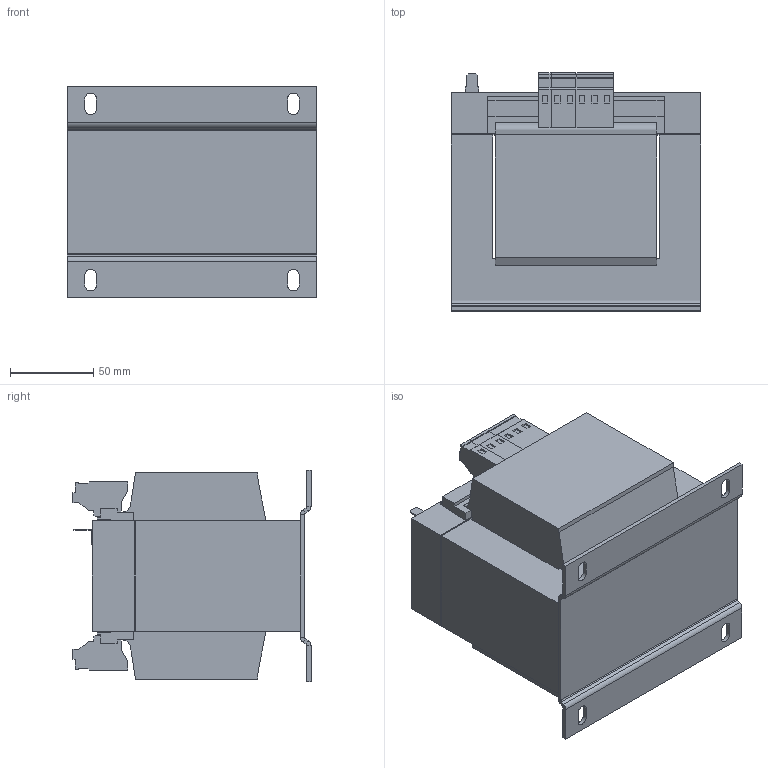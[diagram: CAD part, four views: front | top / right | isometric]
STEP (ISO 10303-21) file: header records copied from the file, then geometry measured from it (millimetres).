
FILE_DESCRIPTION (( 'STEP AP214' ), '1' );
FILE_NAME ('267021.STEP', '2020-07-16T05:08:47', ( '' ), ( '' ), 'SwSTEP 2.0', 'SolidWorks 2018', '' );
FILE_SCHEMA (( 'AUTOMOTIVE_DESIGN' ));
Length unit declared in the file: millimetre
Products named in the file (1): 267021
Bounding box: 150 x 143.25 x 127.5 mm (x, y, z)
Volume: 1778578.7 mm3; surface area: 159378.9 mm2
Topology: 1 solids, 1 shells, 321 faces, 803 edges, 502 vertices
Faces by surface type: plane 279, cylinder 42
Entity records: 9379 total; most frequent: CARTESIAN_POINT 1627, ORIENTED_EDGE 1606, DIRECTION 1531, EDGE_CURVE 803, LINE 719, VECTOR 719, VERTEX_POINT 502, AXIS2_PLACEMENT_3D 406
